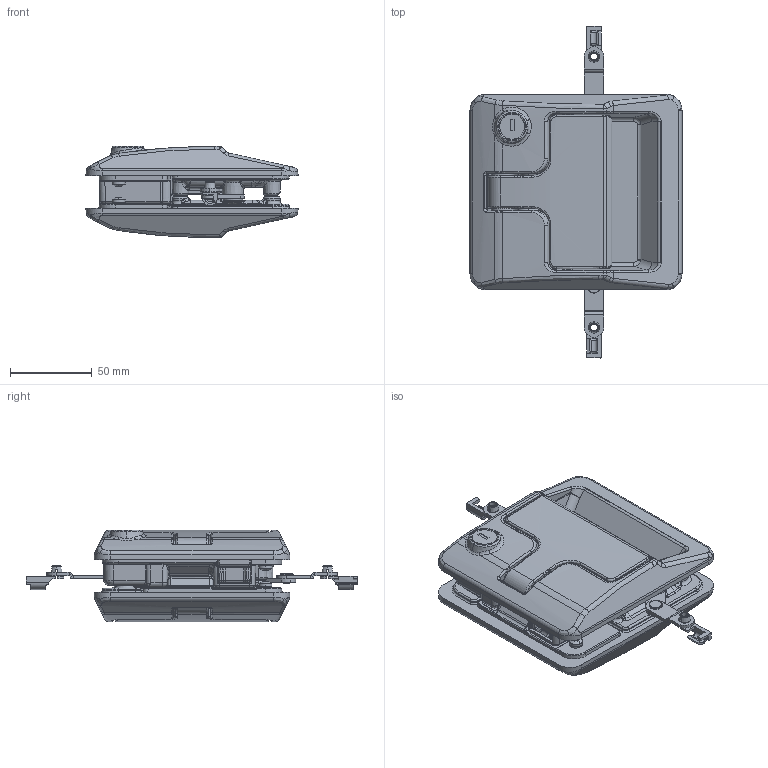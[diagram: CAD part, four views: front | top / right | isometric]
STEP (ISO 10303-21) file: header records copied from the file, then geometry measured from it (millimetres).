
FILE_DESCRIPTION (( 'STEP AP203' ), '1' );
FILE_NAME ('A-884-B-1.STEP', '2015-08-24T07:11:29', ( '' ), ( '' ), 'SwSTEP 2.0', 'SolidWorks 2012', '' );
FILE_SCHEMA (( 'CONFIG_CONTROL_DESIGN' ));
Products named in the file (26): A-884-B-1; A-884 歯付座金M5外歯形; A-884 廫帤寠晅僩儔僗偹偠M5 L=20_僩儔僗M5亊10; A-884 カバーB; A-884 ケースB; A-884 ナイロンワッシャー; T0230僟儈乕儘乕僞乕__#T0230-3; A-884 十字穴付なべねじM4（SW付）_M4×10（SW・平W付）; A-884 スプリングワッシャーM4_JIS B 1251 No.2 4; A-884 十字穴付なべねじM4_M4×10; A-884 クッションゴム; A-884 ジョイントピン; A-884 ワッシャー; A-884 スプリングワッシャー_JIS B 1251 No.2 4; A-884 十字穴付トラスねじM4 L=8_JIS B 1111 Truss head screw M4 x 12 --12N; A-884 ラッチB; A-884 ラッチプレート; A-884 ラッチピン; A-884 リンケージブッシュ(t=2.0用); A-884 僕儑僀儞僩僾儗乕僩L; A-884 アームL; A-884 僕儑僀儞僩僾儗乕僩R; A-884 アームR; A-884 カバーD; A-884 ハンドル; A-884 ケースA
Assembly tree (42 placements, depth 3):
  A-884-B-1
    A-884 ケースA
    A-884 ハンドル  x2
    A-884 カバーD
    A-884 アームR
    A-884 僕儑僀儞僩僾儗乕僩R
    A-884 アームL
    A-884 僕儑僀儞僩僾儗乕僩L
    A-884 リンケージブッシュ(t=2.0用)  x2
    A-884 ラッチピン
    A-884 ラッチプレート
    A-884 ラッチB
    A-884 十字穴付トラスねじM4 L=8_JIS B 1111 Truss head screw M4 x 12 --12N  x2
    A-884 スプリングワッシャー_JIS B 1251 No.2 4  x2
    A-884 ワッシャー  x2
    A-884 ジョイントピン  x2
    A-884 クッションゴム  x2
    A-884 十字穴付なべねじM4（SW付）_M4×10（SW・平W付）  x4
      A-884 十字穴付なべねじM4_M4×10
      A-884 スプリングワッシャーM4_JIS B 1251 No.2 4
    T0230僟儈乕儘乕僞乕__#T0230-3
    A-884 ナイロンワッシャー  x2
    A-884 ケースB
    A-884 カバーB
    A-884 廫帤寠晅僩儔僗偹偠M5 L=20_僩儔僗M5亊10  x4
    A-884 歯付座金M5外歯形  x4
Bounding box: 130 x 203.5 x 56.04 mm (x, y, z)
Volume: 329857.7 mm3; surface area: 155057.9 mm2
Topology: 44 solids, 44 shells, 3622 faces, 8762 edges, 5131 vertices
Faces by surface type: bspline 1158, cylinder 1054, plane 839, torus 253, cone 177, sphere 141
Entity records: 115727 total; most frequent: CARTESIAN_POINT 51624, ORIENTED_EDGE 14288, DIRECTION 11158, EDGE_CURVE 7144, AXIS2_PLACEMENT_3D 4480, VERTEX_POINT 4224, EDGE_LOOP 3114, FACE_OUTER_BOUND 3008
